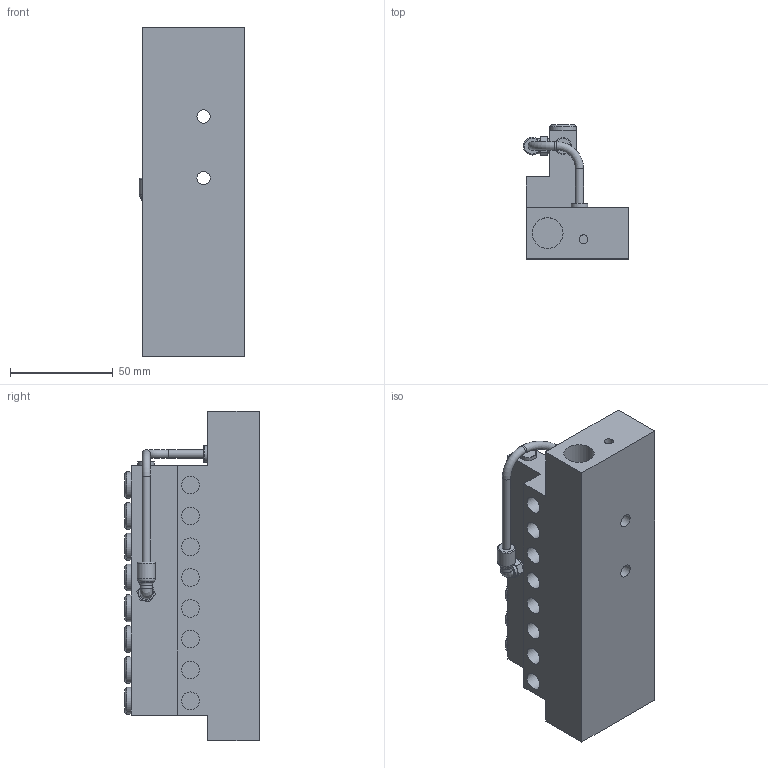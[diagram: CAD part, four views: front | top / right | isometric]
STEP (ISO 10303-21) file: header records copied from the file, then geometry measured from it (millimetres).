
FILE_DESCRIPTION(/* description */ ('AVAC Multicircuit'),/* implementation_level */ '2;1');
FILE_NAME(/* name */ '110 0x0 18 B.stp',/* time_stamp */ '2021-06-11T08:17:06+02:00',/* author */ ('Lars'),/* organization */ ('AVAC Vakuumteknik AB'),/* preprocessor_version */ 'ST-DEVELOPER v17',/* originating_system */ 'Autodesk Inventor 2018',/* authorisation */ '');
FILE_SCHEMA (('AUTOMOTIVE_DESIGN { 1 0 10303 214 3 1 1 }'));
Length unit declared in the file: millimetre
Products named in the file (1): Multikretssolid med extra allt
Bounding box: 51.35 x 65.4 x 160.5 mm (x, y, z)
Volume: 268447.4 mm3; surface area: 47811.5 mm2
Topology: 1 solids, 9 shells, 185 faces, 392 edges, 250 vertices
Faces by surface type: plane 126, cylinder 42, cone 9, torus 7, bspline 1
Full cylindrical faces by diameter (mm): 4 x3, 4.3 x1, 6 x1, 6.5 x2, 7.5 x2, 8 x2, 8.6 x16, 8.7 x1, 10.5 x2, 13 x8, 15 x3
Entity records: 5093 total; most frequent: DIRECTION 886, CARTESIAN_POINT 856, ORIENTED_EDGE 780, EDGE_CURVE 390, AXIS2_PLACEMENT_3D 313, LINE 260, VECTOR 260, VERTEX_POINT 250
